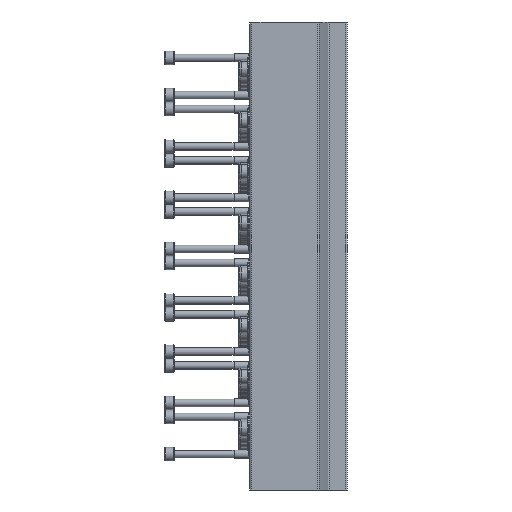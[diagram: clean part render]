
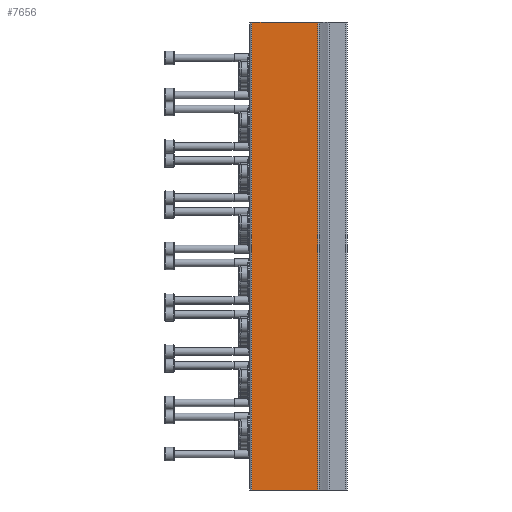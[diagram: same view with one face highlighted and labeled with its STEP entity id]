
A CAD part, left-side view. The second image highlights one B-rep face of the part: STEP entity #7656.
In plain terms, the highlighted planar face has unit normal (-1, 0, 0).
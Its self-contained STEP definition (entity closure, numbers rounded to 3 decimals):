
#339=PLANE('',#8233);
#1148=ORIENTED_EDGE('',*,*,#3140,.F.);
#1149=ORIENTED_EDGE('',*,*,#3139,.F.);
#1150=ORIENTED_EDGE('',*,*,#3141,.T.);
#1151=ORIENTED_EDGE('',*,*,#3142,.T.);
#3139=EDGE_CURVE('',#4135,#4133,#4845,.T.);
#3140=EDGE_CURVE('',#4133,#4136,#4846,.T.);
#3141=EDGE_CURVE('',#4135,#4137,#4847,.T.);
#3142=EDGE_CURVE('',#4137,#4136,#4848,.T.);
#4133=VERTEX_POINT('',#12312);
#4135=VERTEX_POINT('',#12316);
#4136=VERTEX_POINT('',#12320);
#4137=VERTEX_POINT('',#12322);
#4845=LINE('',#12317,#5355);
#4846=LINE('',#12319,#5356);
#4847=LINE('',#12321,#5357);
#4848=LINE('',#12323,#5358);
#5355=VECTOR('',#9242,1000.);
#5356=VECTOR('',#9245,1000.);
#5357=VECTOR('',#9246,1000.);
#5358=VECTOR('',#9247,1000.);
#5883=EDGE_LOOP('',(#1148,#1149,#1150,#1151));
#6705=FACE_BOUND('',#5883,.T.);
#7656=ADVANCED_FACE('',(#6705),#339,.T.);
#8233=AXIS2_PLACEMENT_3D('',#12318,#9243,#9244);
#9242=DIRECTION('',(0.,0.,1.));
#9243=DIRECTION('',(-1.,0.,0.));
#9244=DIRECTION('',(0.,0.,1.));
#9245=DIRECTION('',(0.,-1.,0.));
#9246=DIRECTION('',(0.,-1.,0.));
#9247=DIRECTION('',(0.,0.,1.));
#12312=CARTESIAN_POINT('',(-72.,59.5,0.));
#12316=CARTESIAN_POINT('',(-72.,59.5,-292.));
#12317=CARTESIAN_POINT('',(-72.,59.5,-292.));
#12318=CARTESIAN_POINT('',(-72.,59.5,-292.));
#12319=CARTESIAN_POINT('',(-72.,59.5,0.));
#12320=CARTESIAN_POINT('',(-72.,18.514,0.));
#12321=CARTESIAN_POINT('',(-72.,59.5,-292.));
#12322=CARTESIAN_POINT('',(-72.,18.514,-292.));
#12323=CARTESIAN_POINT('',(-72.,18.514,-292.));
